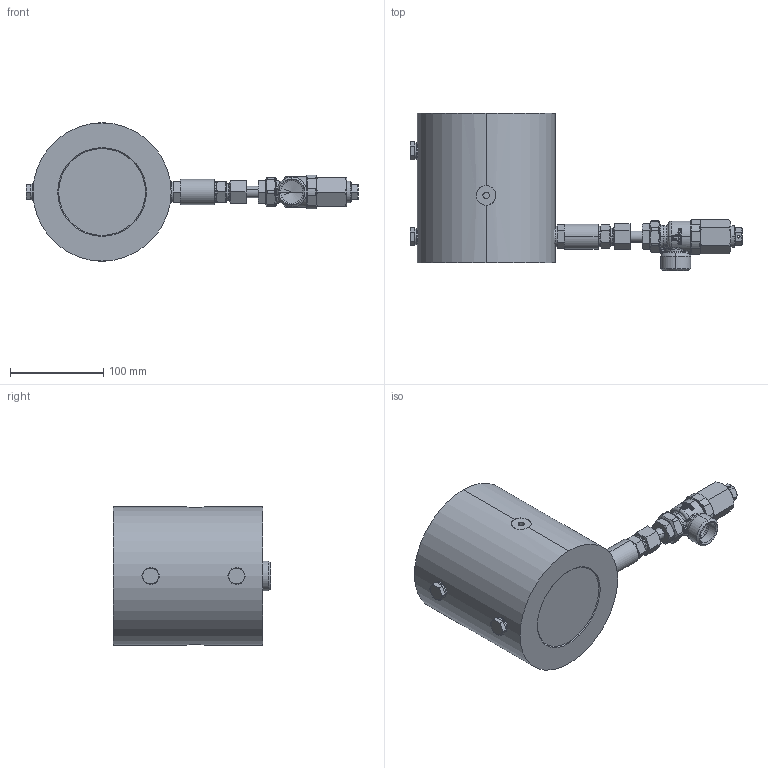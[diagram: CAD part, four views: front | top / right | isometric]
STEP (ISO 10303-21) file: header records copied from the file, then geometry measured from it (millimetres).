
FILE_DESCRIPTION (( 'STEP AP214' ), '1' );
FILE_NAME ('HON790-DN80(10008913).STEP', '2018-12-21T06:10:44', ( '' ), ( '' ), 'SwSTEP 2.0', 'SolidWorks 2017', '' );
FILE_SCHEMA (( 'AUTOMOTIVE_DESIGN' ));
Length unit declared in the file: millimetre
Products named in the file (1): HON790-DN80(10008913)
Bounding box: 355.68 x 168.5 x 148 mm (x, y, z)
Volume: 2858453.2 mm3; surface area: 163317.3 mm2
Topology: 19 solids, 19 shells, 938 faces, 2243 edges, 1356 vertices
Faces by surface type: bspline 287, cylinder 237, plane 223, cone 126, torus 61, sphere 4
Entity records: 61303 total; most frequent: CARTESIAN_POINT 41546, ORIENTED_EDGE 4430, DIRECTION 3501, EDGE_CURVE 2215, AXIS2_PLACEMENT_3D 1397, VERTEX_POINT 1356, EDGE_LOOP 993, ADVANCED_FACE 938
